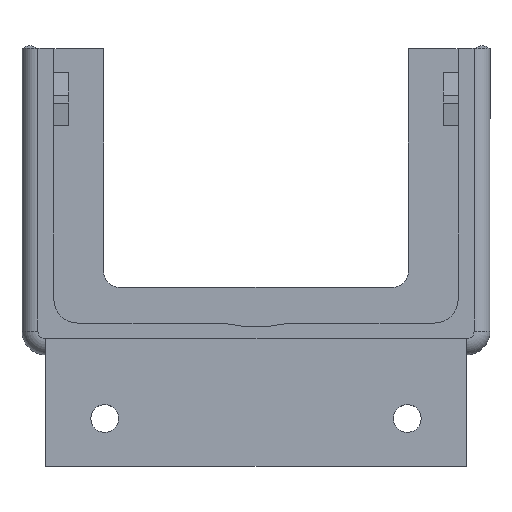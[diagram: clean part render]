
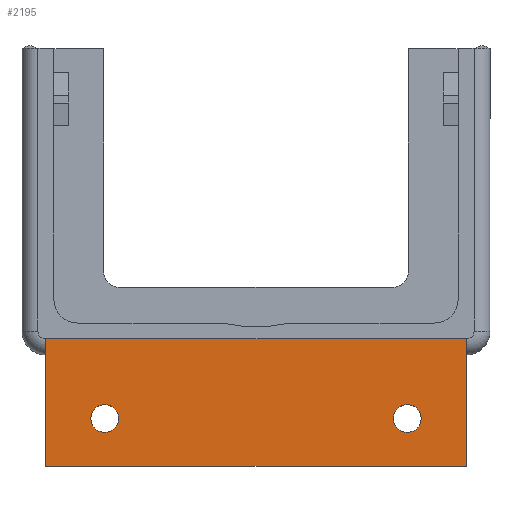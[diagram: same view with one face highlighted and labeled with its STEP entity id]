
A CAD part, top view. The second image highlights one B-rep face of the part: STEP entity #2195.
In plain terms, the highlighted planar face has unit normal (0, 0, 1).
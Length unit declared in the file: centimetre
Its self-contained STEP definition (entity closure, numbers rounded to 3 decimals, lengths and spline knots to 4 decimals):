
#567=CIRCLE('',#2289,0.175);
#570=CIRCLE('',#2294,0.175);
#668=VERTEX_POINT('',#2935);
#671=VERTEX_POINT('',#2943);
#674=VERTEX_POINT('',#2951);
#677=VERTEX_POINT('',#2956);
#680=VERTEX_POINT('',#2970);
#681=VERTEX_POINT('',#2972);
#839=VECTOR('',#2496,1.);
#847=VECTOR('',#2507,1.);
#849=VECTOR('',#2510,1.);
#850=VECTOR('',#2511,1.);
#1018=LINE('',#2957,#839);
#1026=LINE('',#2971,#847);
#1028=LINE('',#2975,#849);
#1029=LINE('',#2976,#850);
#1196=EDGE_CURVE('',#668,#668,#567,.T.);
#1199=EDGE_CURVE('',#671,#671,#570,.T.);
#1205=EDGE_CURVE('',#677,#674,#1018,.T.);
#1213=EDGE_CURVE('',#681,#680,#1026,.T.);
#1215=EDGE_CURVE('',#680,#674,#1028,.T.);
#1216=EDGE_CURVE('',#677,#681,#1029,.T.);
#1491=ORIENTED_EDGE('',*,*,#1196,.T.);
#1492=ORIENTED_EDGE('',*,*,#1199,.T.);
#1493=ORIENTED_EDGE('',*,*,#1215,.T.);
#1494=ORIENTED_EDGE('',*,*,#1205,.F.);
#1495=ORIENTED_EDGE('',*,*,#1216,.T.);
#1496=ORIENTED_EDGE('',*,*,#1213,.T.);
#1979=EDGE_LOOP('',(#1491));
#1980=EDGE_LOOP('',(#1492));
#1981=EDGE_LOOP('',(#1493,#1494,#1495,#1496));
#2090=FACE_BOUND('',#1979,.T.);
#2091=FACE_BOUND('',#1980,.T.);
#2092=FACE_BOUND('',#1981,.T.);
#2195=ADVANCED_FACE('',(#2090,#2091,#2092),#3794,.T.);
#2289=AXIS2_PLACEMENT_3D('',#2934,#2471,#2472);
#2294=AXIS2_PLACEMENT_3D('',#2942,#2481,#2482);
#2304=AXIS2_PLACEMENT_3D('',#2974,#2509,$);
#2471=DIRECTION('',(0.,0.,-1.));
#2472=DIRECTION('',(0.175,0.,0.));
#2481=DIRECTION('',(0.,0.,-1.));
#2482=DIRECTION('',(0.175,0.,0.));
#2496=DIRECTION('',(1.,0.,0.));
#2507=DIRECTION('',(1.,0.,0.));
#2509=DIRECTION('',(0.,0.,1.));
#2510=DIRECTION('',(0.,1.,0.));
#2511=DIRECTION('',(0.,-1.,0.));
#2934=CARTESIAN_POINT('',(1.9,-2.725,1.4));
#2935=CARTESIAN_POINT('',(1.725,-2.725,1.4));
#2942=CARTESIAN_POINT('',(-1.9,-2.725,1.4));
#2943=CARTESIAN_POINT('',(-2.075,-2.725,1.4));
#2951=CARTESIAN_POINT('',(2.64,-1.725,1.4));
#2956=CARTESIAN_POINT('',(-2.64,-1.725,1.4));
#2957=CARTESIAN_POINT('',(-2.64,-1.725,1.4));
#2970=CARTESIAN_POINT('',(2.64,-3.325,1.4));
#2971=CARTESIAN_POINT('',(-2.64,-3.325,1.4));
#2972=CARTESIAN_POINT('',(-2.64,-3.325,1.4));
#2974=CARTESIAN_POINT('',(-2.64,-2.525,1.4));
#2975=CARTESIAN_POINT('',(2.64,-1.725,1.4));
#2976=CARTESIAN_POINT('',(-2.64,-1.725,1.4));
#3794=PLANE('',#2304);
